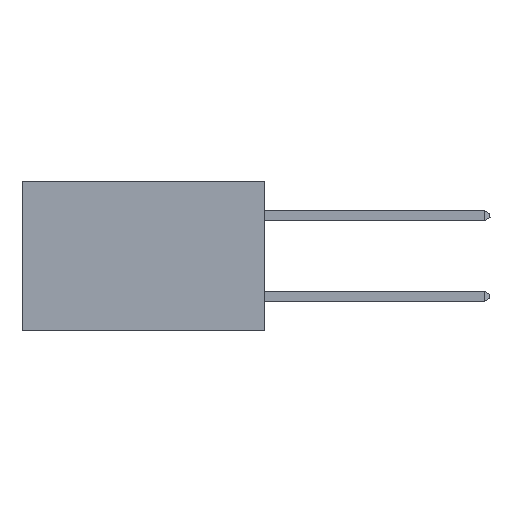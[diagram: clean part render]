
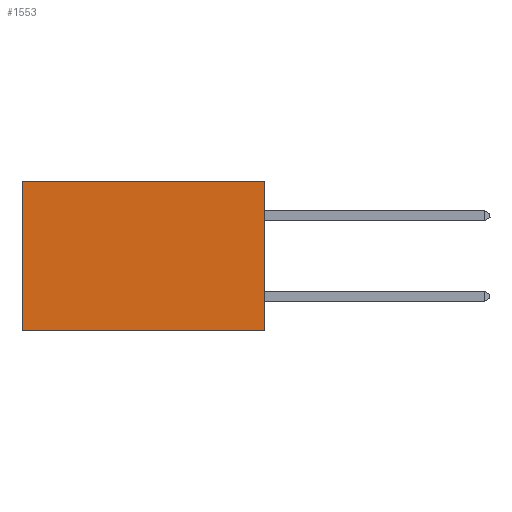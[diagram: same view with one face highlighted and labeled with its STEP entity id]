
A CAD part, left-side view. The second image highlights one B-rep face of the part: STEP entity #1553.
In plain terms, the highlighted planar face has unit normal (-1, 0, 0).
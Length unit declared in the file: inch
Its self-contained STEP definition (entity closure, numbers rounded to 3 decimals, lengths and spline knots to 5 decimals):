
#1553 = ADVANCED_FACE ( 'NONE', ( #21990 ), #6559, .F. ) ;
#2111 = DIRECTION ( 'NONE',  ( 0., 1., 0. ) ) ;
#3722 = ORIENTED_EDGE ( 'NONE', *, *, #13231, .F. ) ;
#4227 = VERTEX_POINT ( 'NONE', #18598 ) ;
#4770 = EDGE_LOOP ( 'NONE', ( #15602, #3722, #21830, #8326 ) ) ;
#6024 = CARTESIAN_POINT ( 'NONE',  ( 0.298, 0., 0. ) ) ;
#6294 = EDGE_CURVE ( 'NONE', #7320, #11607, #14119, .T. ) ;
#6559 = PLANE ( 'NONE',  #18492 ) ;
#6592 = DIRECTION ( 'NONE',  ( 0., 1., 0. ) ) ;
#6998 = DIRECTION ( 'NONE',  ( 1., 0., 0. ) ) ;
#7068 = VECTOR ( 'NONE', #8636, 39.37008 ) ;
#7118 = CARTESIAN_POINT ( 'NONE',  ( 0.298, 0., 0. ) ) ;
#7284 = CARTESIAN_POINT ( 'NONE',  ( 0.298, 0.6, 0. ) ) ;
#7320 = VERTEX_POINT ( 'NONE', #22739 ) ;
#7632 = VECTOR ( 'NONE', #2111, 39.37008 ) ;
#8326 = ORIENTED_EDGE ( 'NONE', *, *, #16301, .T. ) ;
#8636 = DIRECTION ( 'NONE',  ( 0., 0., -1. ) ) ;
#8804 = EDGE_CURVE ( 'NONE', #12807, #4227, #14712, .T. ) ;
#9392 = CARTESIAN_POINT ( 'NONE',  ( 0.298, 0., 0. ) ) ;
#9698 = VECTOR ( 'NONE', #16964, 39.37008 ) ;
#11607 = VERTEX_POINT ( 'NONE', #24381 ) ;
#12610 = LINE ( 'NONE', #6024, #7632 ) ;
#12807 = VERTEX_POINT ( 'NONE', #7118 ) ;
#13231 = EDGE_CURVE ( 'NONE', #4227, #11607, #15044, .T. ) ;
#14119 = LINE ( 'NONE', #7284, #9698 ) ;
#14323 = CARTESIAN_POINT ( 'NONE',  ( 0.298, 0., 0. ) ) ;
#14712 = LINE ( 'NONE', #14323, #7068 ) ;
#15044 = LINE ( 'NONE', #15978, #19420 ) ;
#15602 = ORIENTED_EDGE ( 'NONE', *, *, #6294, .T. ) ;
#15978 = CARTESIAN_POINT ( 'NONE',  ( 0.298, 0., -0.37 ) ) ;
#16301 = EDGE_CURVE ( 'NONE', #12807, #7320, #12610, .T. ) ;
#16964 = DIRECTION ( 'NONE',  ( 0., 0., -1. ) ) ;
#18492 = AXIS2_PLACEMENT_3D ( 'NONE', #9392, #6998, #23782 ) ;
#18598 = CARTESIAN_POINT ( 'NONE',  ( 0.298, 0., -0.37 ) ) ;
#19420 = VECTOR ( 'NONE', #6592, 39.37008 ) ;
#21830 = ORIENTED_EDGE ( 'NONE', *, *, #8804, .F. ) ;
#21990 = FACE_OUTER_BOUND ( 'NONE', #4770, .T. ) ;
#22739 = CARTESIAN_POINT ( 'NONE',  ( 0.298, 0.6, 0. ) ) ;
#23782 = DIRECTION ( 'NONE',  ( 0., 0., -1. ) ) ;
#24381 = CARTESIAN_POINT ( 'NONE',  ( 0.298, 0.6, -0.37 ) ) ;
